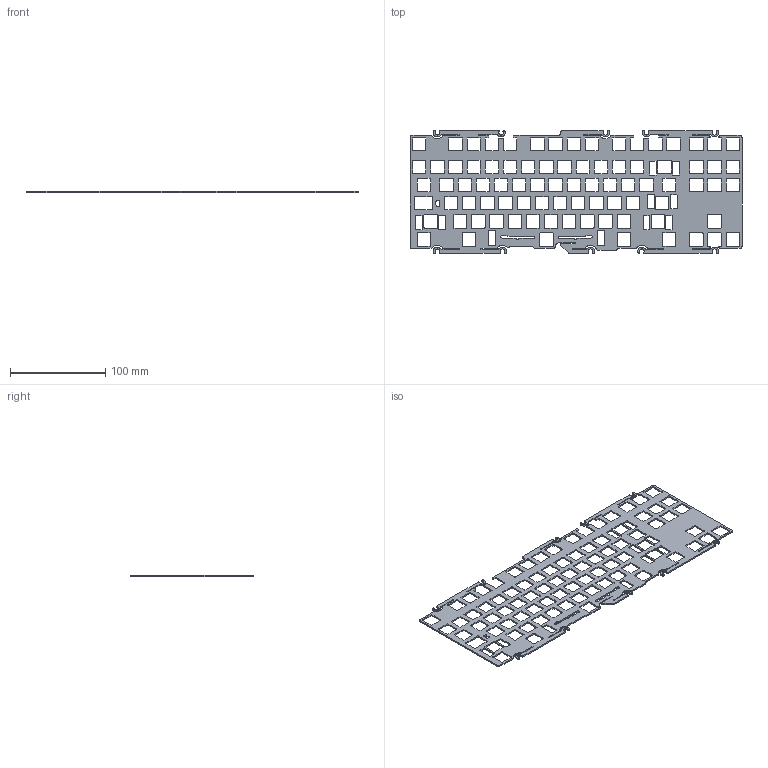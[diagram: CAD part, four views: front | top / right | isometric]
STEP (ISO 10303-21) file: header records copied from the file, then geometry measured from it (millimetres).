
FILE_DESCRIPTION(/* description */ (''),/* implementation_level */ '2;1');
FILE_NAME(/* name */ 'ALU_Plate_ANSI.step',/* time_stamp */ '2021-12-16T12:10:02+02:00',/* author */ (''),/* organization */ (''),/* preprocessor_version */ 'ST-DEVELOPER v18.1',/* originating_system */ 'Autodesk Translation Framework v10.10.0.1391',/* authorisation */ '');
FILE_SCHEMA (('AUTOMOTIVE_DESIGN { 1 0 10303 214 3 1 1 }'));
Length unit declared in the file: millimetre
Products named in the file (1): ALU_Plate_ANSI
Bounding box: 348.11 x 128.26 x 1.5 mm (x, y, z)
Volume: 37056.7 mm3; surface area: 59585.1 mm2
Topology: 1 solids, 1 shells, 976 faces, 2922 edges, 1948 vertices
Faces by surface type: cylinder 522, plane 454
Entity records: 33607 total; most frequent: DIRECTION 5920, CARTESIAN_POINT 5847, ORIENTED_EDGE 5844, EDGE_CURVE 2922, AXIS2_PLACEMENT_3D 2021, VERTEX_POINT 1948, LINE 1878, VECTOR 1878
